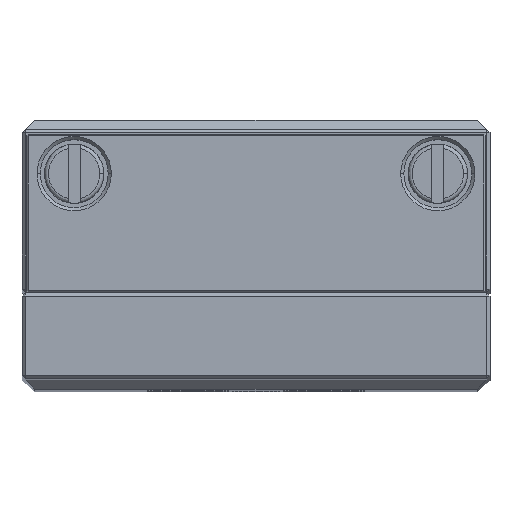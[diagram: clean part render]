
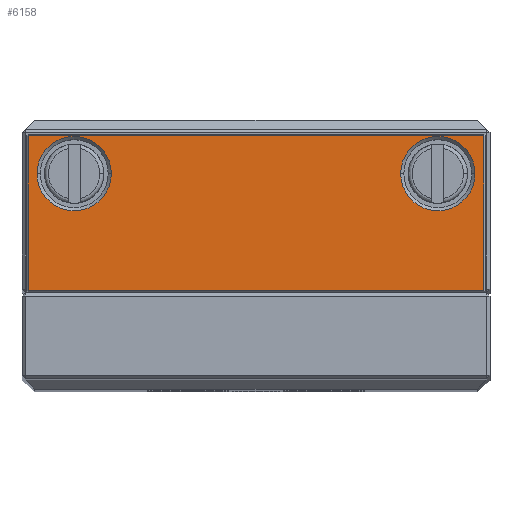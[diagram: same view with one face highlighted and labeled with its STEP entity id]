
A CAD part, top view. The second image highlights one B-rep face of the part: STEP entity #6158.
In plain terms, the highlighted planar face has unit normal (0, 0, 1).
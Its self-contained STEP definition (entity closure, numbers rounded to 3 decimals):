
#4197=FACE_BOUND('',#9206,.T.);
#4198=FACE_BOUND('',#9207,.T.);
#4199=FACE_BOUND('',#9208,.T.);
#4495=PLANE('',#30409);
#6158=ADVANCED_FACE('',(#4197,#4198,#4199),#4495,.T.);
#9206=EDGE_LOOP('',(#15967,#15968,#15969,#15970));
#9207=EDGE_LOOP('',(#15971,#15972));
#9208=EDGE_LOOP('',(#15973,#15974));
#10913=LINE('',#39550,#13384);
#10914=LINE('',#39553,#13385);
#10915=LINE('',#39555,#13386);
#10916=LINE('',#39557,#13387);
#13384=VECTOR('',#32660,1.);
#13385=VECTOR('',#32661,1.);
#13386=VECTOR('',#32662,1.);
#13387=VECTOR('',#32663,1.);
#15967=ORIENTED_EDGE('',*,*,#25827,.T.);
#15968=ORIENTED_EDGE('',*,*,#25828,.T.);
#15969=ORIENTED_EDGE('',*,*,#25829,.T.);
#15970=ORIENTED_EDGE('',*,*,#25830,.T.);
#15971=ORIENTED_EDGE('',*,*,#25757,.T.);
#15972=ORIENTED_EDGE('',*,*,#25826,.T.);
#15973=ORIENTED_EDGE('',*,*,#25761,.T.);
#15974=ORIENTED_EDGE('',*,*,#25825,.T.);
#23335=VERTEX_POINT('',#39286);
#23336=VERTEX_POINT('',#39288);
#23339=VERTEX_POINT('',#39295);
#23340=VERTEX_POINT('',#39297);
#23379=VERTEX_POINT('',#39551);
#23380=VERTEX_POINT('',#39552);
#23381=VERTEX_POINT('',#39554);
#23382=VERTEX_POINT('',#39556);
#25757=EDGE_CURVE('',#23336,#23335,#29509,.T.);
#25761=EDGE_CURVE('',#23340,#23339,#29511,.T.);
#25825=EDGE_CURVE('',#23339,#23340,#29542,.T.);
#25826=EDGE_CURVE('',#23335,#23336,#29543,.T.);
#25827=EDGE_CURVE('',#23379,#23380,#10913,.T.);
#25828=EDGE_CURVE('',#23380,#23381,#10914,.T.);
#25829=EDGE_CURVE('',#23381,#23382,#10915,.T.);
#25830=EDGE_CURVE('',#23382,#23379,#10916,.T.);
#29509=CIRCLE('',#30344,2.35);
#29511=CIRCLE('',#30347,2.35);
#29542=CIRCLE('',#30405,2.35);
#29543=CIRCLE('',#30407,2.35);
#30344=AXIS2_PLACEMENT_3D('',#39287,#32503,#32504);
#30347=AXIS2_PLACEMENT_3D('',#39296,#32511,#32512);
#30405=AXIS2_PLACEMENT_3D('',#39546,#32652,#32653);
#30407=AXIS2_PLACEMENT_3D('',#39548,#32656,#32657);
#30409=AXIS2_PLACEMENT_3D('',#39558,#32664,#32665);
#32503=DIRECTION('',(0.,0.,-1.));
#32504=DIRECTION('',(1.,0.,0.));
#32511=DIRECTION('',(0.,0.,-1.));
#32512=DIRECTION('',(1.,0.,0.));
#32652=DIRECTION('',(0.,0.,-1.));
#32653=DIRECTION('',(1.,0.,0.));
#32656=DIRECTION('',(0.,0.,-1.));
#32657=DIRECTION('',(1.,0.,0.));
#32660=DIRECTION('',(0.,-1.,0.));
#32661=DIRECTION('',(1.,0.,0.));
#32662=DIRECTION('',(0.,1.,0.));
#32663=DIRECTION('',(-1.,0.,0.));
#32664=DIRECTION('',(0.,0.,1.));
#32665=DIRECTION('',(1.,0.,0.));
#39286=CARTESIAN_POINT('',(9.15,13.58,73.5));
#39287=CARTESIAN_POINT('',(11.5,13.58,73.5));
#39288=CARTESIAN_POINT('',(13.85,13.58,73.5));
#39295=CARTESIAN_POINT('',(-13.85,13.58,73.5));
#39296=CARTESIAN_POINT('',(-11.5,13.58,73.5));
#39297=CARTESIAN_POINT('',(-9.15,13.58,73.5));
#39546=CARTESIAN_POINT('',(-11.5,13.58,73.5));
#39548=CARTESIAN_POINT('',(11.5,13.58,73.5));
#39550=CARTESIAN_POINT('',(-14.4,6.08,73.5));
#39551=CARTESIAN_POINT('',(-14.4,15.98,73.5));
#39552=CARTESIAN_POINT('',(-14.4,6.18,73.5));
#39553=CARTESIAN_POINT('',(14.5,6.18,73.5));
#39554=CARTESIAN_POINT('',(14.4,6.18,73.5));
#39555=CARTESIAN_POINT('',(14.4,16.08,73.5));
#39556=CARTESIAN_POINT('',(14.4,15.98,73.5));
#39557=CARTESIAN_POINT('',(-14.5,15.98,73.5));
#39558=CARTESIAN_POINT('',(-14.5,6.08,73.5));
